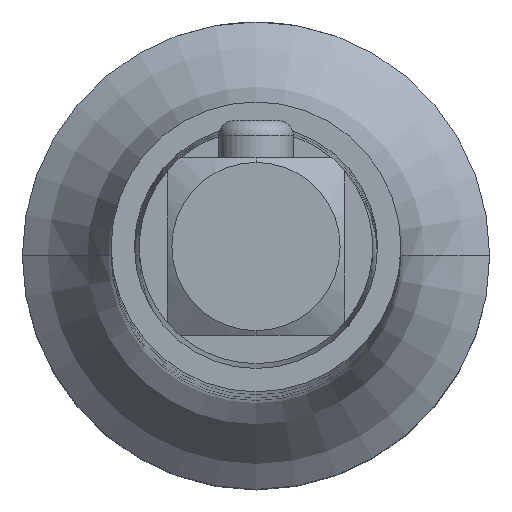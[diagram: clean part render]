
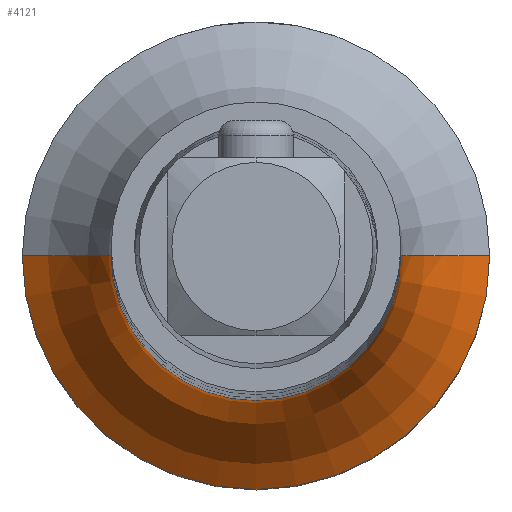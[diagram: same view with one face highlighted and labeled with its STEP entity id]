
A CAD part, top view. The second image highlights one B-rep face of the part: STEP entity #4121.
In plain terms, the highlighted toroidal (fillet/blend) face has major radius 17.75 mm and minor radius 10 mm.
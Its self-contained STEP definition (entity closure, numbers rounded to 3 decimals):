
#3473=CARTESIAN_POINT('',(0.,0.,18.2));
#3474=DIRECTION('',(0.,0.,1.));
#3475=DIRECTION('',(1.,0.,0.));
#3476=AXIS2_PLACEMENT_3D('',#3473,#3474,#3475);
#3481=CARTESIAN_POINT('',(17.75,0.,
26.711));
#3482=DIRECTION('',(0.,1.,0.));
#3483=DIRECTION('',(-0.525,0.,-0.851));
#3484=AXIS2_PLACEMENT_3D('',#3481,#3482,#3483);
#3489=CARTESIAN_POINT('',(-17.75,0.,
26.711));
#3490=DIRECTION('',(0.,-1.,0.));
#3491=DIRECTION('',(0.525,0.,-0.851));
#3492=AXIS2_PLACEMENT_3D('',#3489,#3490,#3491);
#3544=CARTESIAN_POINT('',(0.,0.,26.711));
#3545=DIRECTION('',(0.,0.,1.));
#3546=DIRECTION('',(1.,0.,0.));
#3547=AXIS2_PLACEMENT_3D('',#3544,#3545,#3546);
#3823=CARTESIAN_POINT('',(-12.5,0.,18.2));
#3824=CARTESIAN_POINT('',(12.5,0.,18.2));
#3825=VERTEX_POINT('',#3823);
#3826=VERTEX_POINT('',#3824);
#3827=CARTESIAN_POINT('',(-7.75,0.,26.711));
#3828=CARTESIAN_POINT('',(7.75,0.,26.711));
#3829=VERTEX_POINT('',#3827);
#3830=VERTEX_POINT('',#3828);
#4107=CARTESIAN_POINT('',(0.,0.,26.711));
#4108=DIRECTION('',(0.,0.,1.));
#4109=DIRECTION('',(1.,0.,0.));
#4110=AXIS2_PLACEMENT_3D('',#4107,#4108,#4109);
#4111=TOROIDAL_SURFACE('',#4110,17.75,10.);
#4112=ORIENTED_EDGE('',*,*,#4101,.F.);
#4114=ORIENTED_EDGE('',*,*,#4113,.T.);
#4116=ORIENTED_EDGE('',*,*,#4115,.T.);
#4118=ORIENTED_EDGE('',*,*,#4117,.F.);
#4119=EDGE_LOOP('',(#4112,#4114,#4116,#4118));
#4120=FACE_OUTER_BOUND('',#4119,.F.);
#4121=ADVANCED_FACE('',(#4120),#4111,.F.);
#3477=CIRCLE('',#3476,12.5);
#3485=CIRCLE('',#3484,10.);
#3493=CIRCLE('',#3492,10.);
#3548=CIRCLE('',#3547,7.75);
#4101=EDGE_CURVE('',#3826,#3825,#3477,.T.);
#4113=EDGE_CURVE('',#3826,#3830,#3485,.T.);
#4115=EDGE_CURVE('',#3830,#3829,#3548,.T.);
#4117=EDGE_CURVE('',#3825,#3829,#3493,.T.);
